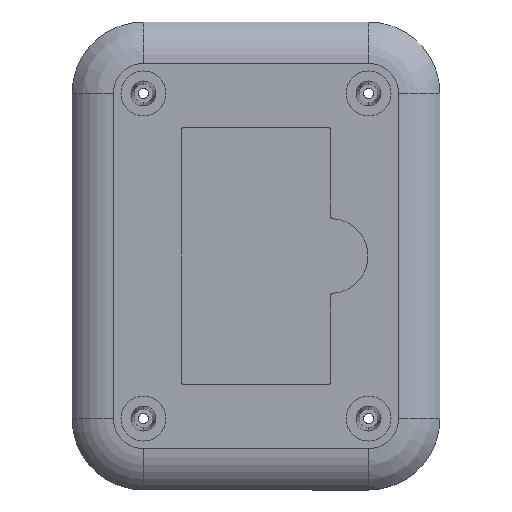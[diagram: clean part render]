
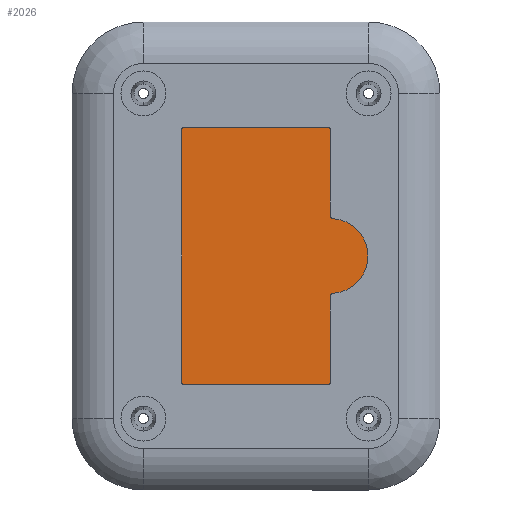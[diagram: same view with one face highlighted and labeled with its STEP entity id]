
A CAD part, front view. The second image highlights one B-rep face of the part: STEP entity #2026.
In plain terms, the highlighted planar face has unit normal (0, -1, 0).
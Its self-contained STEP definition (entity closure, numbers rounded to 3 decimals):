
#11 = EDGE_CURVE ( 'NONE', #7598, #5689, #221, .T. ) ;
#22 = VECTOR ( 'NONE', #4627, 1000. ) ;
#80 = VERTEX_POINT ( 'NONE', #3379 ) ;
#137 = CARTESIAN_POINT ( 'NONE',  ( -45., -12., -77. ) ) ;
#221 = CIRCLE ( 'NONE', #8134, 10.499 ) ;
#246 = CARTESIAN_POINT ( 'NONE',  ( -45., -12., -65. ) ) ;
#274 = DIRECTION ( 'NONE',  ( 0., 0., 1. ) ) ;
#310 = CIRCLE ( 'NONE', #8349, 12. ) ;
#352 = VERTEX_POINT ( 'NONE', #3664 ) ;
#376 = CARTESIAN_POINT ( 'NONE',  ( 57., -12., 65. ) ) ;
#378 = ORIENTED_EDGE ( 'NONE', *, *, #7220, .T. ) ;
#396 = CARTESIAN_POINT ( 'NONE',  ( 45., -12., -75.499 ) ) ;
#422 = LINE ( 'NONE', #4514, #8457 ) ;
#531 = FACE_BOUND ( 'NONE', #8350, .T. ) ;
#698 = VECTOR ( 'NONE', #3228, 1000. ) ;
#777 = EDGE_CURVE ( 'NONE', #352, #2548, #310, .T. ) ;
#788 = EDGE_CURVE ( 'NONE', #2971, #7376, #4716, .T. ) ;
#873 = ORIENTED_EDGE ( 'NONE', *, *, #3063, .T. ) ;
#994 = CARTESIAN_POINT ( 'NONE',  ( -45., -12., 77. ) ) ;
#1020 = EDGE_CURVE ( 'NONE', #8113, #1042, #1087, .T. ) ;
#1042 = VERTEX_POINT ( 'NONE', #5664 ) ;
#1087 = CIRCLE ( 'NONE', #6968, 10.499 ) ;
#1095 = EDGE_CURVE ( 'NONE', #8241, #4499, #7526, .T. ) ;
#1249 = VERTEX_POINT ( 'NONE', #4721 ) ;
#1267 = DIRECTION ( 'NONE',  ( 0., 0., 1. ) ) ;
#1407 = VERTEX_POINT ( 'NONE', #7919 ) ;
#1497 = EDGE_CURVE ( 'NONE', #1407, #8241, #7403, .T. ) ;
#1576 = ORIENTED_EDGE ( 'NONE', *, *, #11, .T. ) ;
#1580 = DIRECTION ( 'NONE',  ( 0., 1., 0. ) ) ;
#1603 = EDGE_LOOP ( 'NONE', ( #7383, #5386 ) ) ;
#1680 = DIRECTION ( 'NONE',  ( 0., 1., 0. ) ) ;
#1692 = CARTESIAN_POINT ( 'NONE',  ( 45., -12., 65. ) ) ;
#1704 = CARTESIAN_POINT ( 'NONE',  ( -45., -12., 75.499 ) ) ;
#1724 = EDGE_LOOP ( 'NONE', ( #873, #7965, #4656, #1740, #378, #6617, #4084, #6213 ) ) ;
#1727 = EDGE_CURVE ( 'NONE', #80, #3955, #2909, .T. ) ;
#1733 = CARTESIAN_POINT ( 'NONE',  ( -45., -12., 65. ) ) ;
#1740 = ORIENTED_EDGE ( 'NONE', *, *, #1095, .T. ) ;
#1783 = EDGE_CURVE ( 'NONE', #3902, #1407, #4540, .T. ) ;
#1853 = DIRECTION ( 'NONE',  ( 0., 0., 1. ) ) ;
#1888 = DIRECTION ( 'NONE',  ( 0., 0., 1. ) ) ;
#1928 = DIRECTION ( 'NONE',  ( 0., 0., 1. ) ) ;
#1973 = ORIENTED_EDGE ( 'NONE', *, *, #788, .T. ) ;
#2026 = ADVANCED_FACE ( 'NONE', ( #531, #7247, #2115, #5602, #5060 ), #3134, .F. ) ;
#2115 = FACE_BOUND ( 'NONE', #2167, .T. ) ;
#2144 = ORIENTED_EDGE ( 'NONE', *, *, #2640, .T. ) ;
#2167 = EDGE_LOOP ( 'NONE', ( #7986, #2791 ) ) ;
#2229 = DIRECTION ( 'NONE',  ( 0., 0., 1. ) ) ;
#2299 = DIRECTION ( 'NONE',  ( 0., 1., 0. ) ) ;
#2548 = VERTEX_POINT ( 'NONE', #7244 ) ;
#2559 = AXIS2_PLACEMENT_3D ( 'NONE', #6538, #2605, #1928 ) ;
#2605 = DIRECTION ( 'NONE',  ( 0., -1., 0. ) ) ;
#2637 = CARTESIAN_POINT ( 'NONE',  ( 45., -12., 54.501 ) ) ;
#2640 = EDGE_CURVE ( 'NONE', #7376, #2971, #5591, .T. ) ;
#2706 = CARTESIAN_POINT ( 'NONE',  ( -45., -12., -65. ) ) ;
#2791 = ORIENTED_EDGE ( 'NONE', *, *, #5694, .T. ) ;
#2880 = LINE ( 'NONE', #4587, #698 ) ;
#2909 = CIRCLE ( 'NONE', #5984, 10.499 ) ;
#2971 = VERTEX_POINT ( 'NONE', #4530 ) ;
#3043 = DIRECTION ( 'NONE',  ( 0., -1., 0. ) ) ;
#3063 = EDGE_CURVE ( 'NONE', #2548, #3902, #422, .T. ) ;
#3114 = CARTESIAN_POINT ( 'NONE',  ( -45., -12., 65. ) ) ;
#3122 = EDGE_CURVE ( 'NONE', #1249, #5539, #7858, .T. ) ;
#3131 = CARTESIAN_POINT ( 'NONE',  ( -45., -12., -65. ) ) ;
#3134 = PLANE ( 'NONE',  #6762 ) ;
#3216 = CARTESIAN_POINT ( 'NONE',  ( 45., -12., -65. ) ) ;
#3228 = DIRECTION ( 'NONE',  ( 0., 0., -1. ) ) ;
#3379 = CARTESIAN_POINT ( 'NONE',  ( 45., -12., 75.499 ) ) ;
#3660 = CARTESIAN_POINT ( 'NONE',  ( 45., -12., 65. ) ) ;
#3664 = CARTESIAN_POINT ( 'NONE',  ( 45., -12., -77. ) ) ;
#3762 = CARTESIAN_POINT ( 'NONE',  ( 45., -12., -65. ) ) ;
#3763 = AXIS2_PLACEMENT_3D ( 'NONE', #3131, #6338, #1853 ) ;
#3895 = ORIENTED_EDGE ( 'NONE', *, *, #7494, .T. ) ;
#3902 = VERTEX_POINT ( 'NONE', #376 ) ;
#3955 = VERTEX_POINT ( 'NONE', #2637 ) ;
#4084 = ORIENTED_EDGE ( 'NONE', *, *, #6402, .T. ) ;
#4174 = DIRECTION ( 'NONE',  ( 0., 0., 1. ) ) ;
#4319 = DIRECTION ( 'NONE',  ( 0., 0., 1. ) ) ;
#4499 = VERTEX_POINT ( 'NONE', #6128 ) ;
#4514 = CARTESIAN_POINT ( 'NONE',  ( 57., -12., -65. ) ) ;
#4525 = DIRECTION ( 'NONE',  ( 0., 1., 0. ) ) ;
#4530 = CARTESIAN_POINT ( 'NONE',  ( -45., -12., -75.499 ) ) ;
#4540 = CIRCLE ( 'NONE', #6413, 12. ) ;
#4587 = CARTESIAN_POINT ( 'NONE',  ( -57., -12., 65. ) ) ;
#4627 = DIRECTION ( 'NONE',  ( 1., 0., 0. ) ) ;
#4635 = DIRECTION ( 'NONE',  ( 0., -1., 0. ) ) ;
#4646 = LINE ( 'NONE', #137, #22 ) ;
#4656 = ORIENTED_EDGE ( 'NONE', *, *, #1497, .T. ) ;
#4716 = CIRCLE ( 'NONE', #3763, 10.499 ) ;
#4721 = CARTESIAN_POINT ( 'NONE',  ( -57., -12., -65. ) ) ;
#4827 = AXIS2_PLACEMENT_3D ( 'NONE', #2706, #4635, #7963 ) ;
#4928 = CARTESIAN_POINT ( 'NONE',  ( -45., -12., -54.501 ) ) ;
#5016 = CIRCLE ( 'NONE', #5076, 10.499 ) ;
#5047 = DIRECTION ( 'NONE',  ( 0., 1., 0. ) ) ;
#5060 = FACE_OUTER_BOUND ( 'NONE', #1724, .T. ) ;
#5076 = AXIS2_PLACEMENT_3D ( 'NONE', #3762, #4525, #1888 ) ;
#5274 = DIRECTION ( 'NONE',  ( 0., 1., 0. ) ) ;
#5386 = ORIENTED_EDGE ( 'NONE', *, *, #8306, .T. ) ;
#5506 = DIRECTION ( 'NONE',  ( -1., 0., 0. ) ) ;
#5539 = VERTEX_POINT ( 'NONE', #8006 ) ;
#5591 = CIRCLE ( 'NONE', #5945, 10.499 ) ;
#5602 = FACE_BOUND ( 'NONE', #1603, .T. ) ;
#5664 = CARTESIAN_POINT ( 'NONE',  ( -45., -12., 54.501 ) ) ;
#5689 = VERTEX_POINT ( 'NONE', #396 ) ;
#5694 = EDGE_CURVE ( 'NONE', #3955, #80, #7477, .T. ) ;
#5782 = CARTESIAN_POINT ( 'NONE',  ( 45., -12., -54.501 ) ) ;
#5861 = DIRECTION ( 'NONE',  ( 0., 0., 1. ) ) ;
#5945 = AXIS2_PLACEMENT_3D ( 'NONE', #246, #6737, #274 ) ;
#5959 = VECTOR ( 'NONE', #5506, 1000. ) ;
#5984 = AXIS2_PLACEMENT_3D ( 'NONE', #6178, #1580, #2229 ) ;
#6128 = CARTESIAN_POINT ( 'NONE',  ( -57., -12., 65. ) ) ;
#6178 = CARTESIAN_POINT ( 'NONE',  ( 45., -12., 65. ) ) ;
#6213 = ORIENTED_EDGE ( 'NONE', *, *, #777, .T. ) ;
#6338 = DIRECTION ( 'NONE',  ( 0., 1., 0. ) ) ;
#6402 = EDGE_CURVE ( 'NONE', #5539, #352, #4646, .T. ) ;
#6413 = AXIS2_PLACEMENT_3D ( 'NONE', #1692, #3043, #7655 ) ;
#6520 = AXIS2_PLACEMENT_3D ( 'NONE', #3660, #2299, #4174 ) ;
#6538 = CARTESIAN_POINT ( 'NONE',  ( -45., -12., 65. ) ) ;
#6617 = ORIENTED_EDGE ( 'NONE', *, *, #3122, .T. ) ;
#6737 = DIRECTION ( 'NONE',  ( 0., 1., 0. ) ) ;
#6762 = AXIS2_PLACEMENT_3D ( 'NONE', #8346, #5274, #5861 ) ;
#6968 = AXIS2_PLACEMENT_3D ( 'NONE', #1733, #1680, #8336 ) ;
#7063 = DIRECTION ( 'NONE',  ( 0., -1., 0. ) ) ;
#7066 = DIRECTION ( 'NONE',  ( 0., 0., 1. ) ) ;
#7100 = DIRECTION ( 'NONE',  ( 0., 0., -1. ) ) ;
#7220 = EDGE_CURVE ( 'NONE', #4499, #1249, #2880, .T. ) ;
#7244 = CARTESIAN_POINT ( 'NONE',  ( 57., -12., -65. ) ) ;
#7247 = FACE_BOUND ( 'NONE', #7607, .T. ) ;
#7376 = VERTEX_POINT ( 'NONE', #4928 ) ;
#7383 = ORIENTED_EDGE ( 'NONE', *, *, #1020, .T. ) ;
#7403 = LINE ( 'NONE', #8083, #5959 ) ;
#7477 = CIRCLE ( 'NONE', #6520, 10.499 ) ;
#7494 = EDGE_CURVE ( 'NONE', #5689, #7598, #5016, .T. ) ;
#7526 = CIRCLE ( 'NONE', #2559, 12. ) ;
#7598 = VERTEX_POINT ( 'NONE', #5782 ) ;
#7607 = EDGE_LOOP ( 'NONE', ( #1576, #3895 ) ) ;
#7655 = DIRECTION ( 'NONE',  ( 1., 0., 0. ) ) ;
#7691 = CIRCLE ( 'NONE', #8001, 10.499 ) ;
#7740 = DIRECTION ( 'NONE',  ( 0., 1., 0. ) ) ;
#7770 = CARTESIAN_POINT ( 'NONE',  ( 45., -12., -65. ) ) ;
#7858 = CIRCLE ( 'NONE', #4827, 12. ) ;
#7919 = CARTESIAN_POINT ( 'NONE',  ( 45., -12., 77. ) ) ;
#7963 = DIRECTION ( 'NONE',  ( -1., 0., 0. ) ) ;
#7965 = ORIENTED_EDGE ( 'NONE', *, *, #1783, .T. ) ;
#7986 = ORIENTED_EDGE ( 'NONE', *, *, #1727, .T. ) ;
#8001 = AXIS2_PLACEMENT_3D ( 'NONE', #3114, #5047, #4319 ) ;
#8006 = CARTESIAN_POINT ( 'NONE',  ( -45., -12., -77. ) ) ;
#8083 = CARTESIAN_POINT ( 'NONE',  ( 45., -12., 77. ) ) ;
#8113 = VERTEX_POINT ( 'NONE', #1704 ) ;
#8134 = AXIS2_PLACEMENT_3D ( 'NONE', #3216, #7740, #1267 ) ;
#8241 = VERTEX_POINT ( 'NONE', #994 ) ;
#8306 = EDGE_CURVE ( 'NONE', #1042, #8113, #7691, .T. ) ;
#8336 = DIRECTION ( 'NONE',  ( 0., 0., 1. ) ) ;
#8346 = CARTESIAN_POINT ( 'NONE',  ( 45., -12., -65. ) ) ;
#8349 = AXIS2_PLACEMENT_3D ( 'NONE', #7770, #7063, #7100 ) ;
#8350 = EDGE_LOOP ( 'NONE', ( #2144, #1973 ) ) ;
#8457 = VECTOR ( 'NONE', #7066, 1000. ) ;
